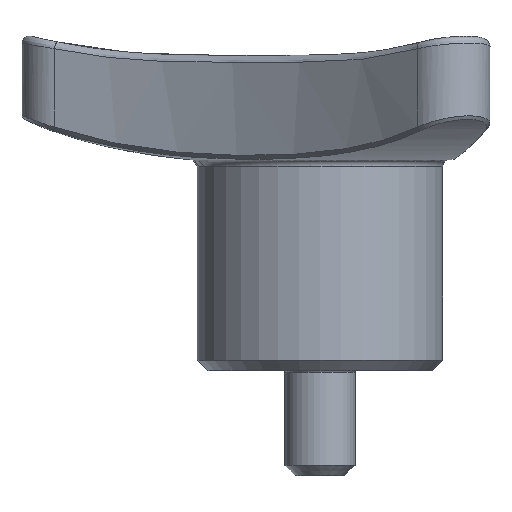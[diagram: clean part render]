
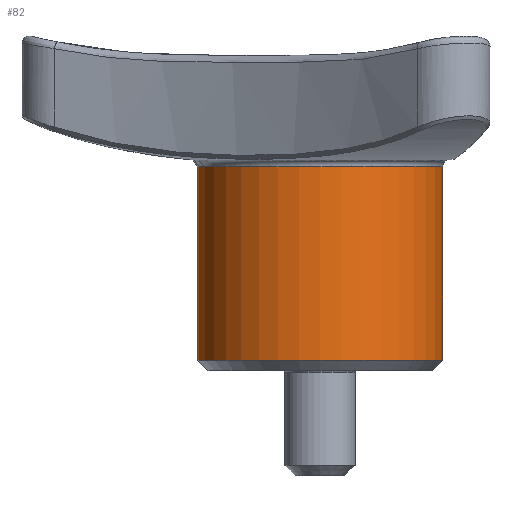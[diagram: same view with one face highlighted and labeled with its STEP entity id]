
A CAD part, left-side view. The second image highlights one B-rep face of the part: STEP entity #82.
In plain terms, the highlighted cylindrical face has radius 17.5 mm (diameter 35 mm), a full revolution.
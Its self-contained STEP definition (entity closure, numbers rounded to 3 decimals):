
#82 = ADVANCED_FACE( '', ( #182, #183 ), #184, .T. );
#182 = FACE_OUTER_BOUND( '', #810, .T. );
#183 = FACE_OUTER_BOUND( '', #811, .T. );
#184 = CYLINDRICAL_SURFACE( '', #812, 17.5 );
#810 = EDGE_LOOP( '', ( #2229 ) );
#811 = EDGE_LOOP( '', ( #2230 ) );
#812 = AXIS2_PLACEMENT_3D( '', #2231, #2232, #2233 );
#2229 = ORIENTED_EDGE( '', *, *, #2390, .T. );
#2230 = ORIENTED_EDGE( '', *, *, #2366, .T. );
#2231 = CARTESIAN_POINT( '', ( 0., 0., 33.564 ) );
#2232 = DIRECTION( '', ( 0., 0., -1. ) );
#2233 = DIRECTION( '', ( 1., 0., 0. ) );
#2366 = EDGE_CURVE( '', #2472, #2472, #2473, .F. );
#2390 = EDGE_CURVE( '', #2507, #2507, #2508, .T. );
#2472 = VERTEX_POINT( '', #3416 );
#2473 = CIRCLE( '', #3417, 17.5 );
#2507 = VERTEX_POINT( '', #3666 );
#2508 = CIRCLE( '', #3667, 17.5 );
#3416 = CARTESIAN_POINT( '', ( 17.5, 0., 29.081 ) );
#3417 = AXIS2_PLACEMENT_3D( '', #4010, #4011, #4012 );
#3666 = CARTESIAN_POINT( '', ( 17.5, 0., 1.5 ) );
#3667 = AXIS2_PLACEMENT_3D( '', #4034, #4035, #4036 );
#4010 = CARTESIAN_POINT( '', ( 0., 0., 29.081 ) );
#4011 = DIRECTION( '', ( 0., 0., 1. ) );
#4012 = DIRECTION( '', ( 1., 0., 0. ) );
#4034 = CARTESIAN_POINT( '', ( 0., 0., 1.5 ) );
#4035 = DIRECTION( '', ( 0., 0., 1. ) );
#4036 = DIRECTION( '', ( 1., 0., 0. ) );
